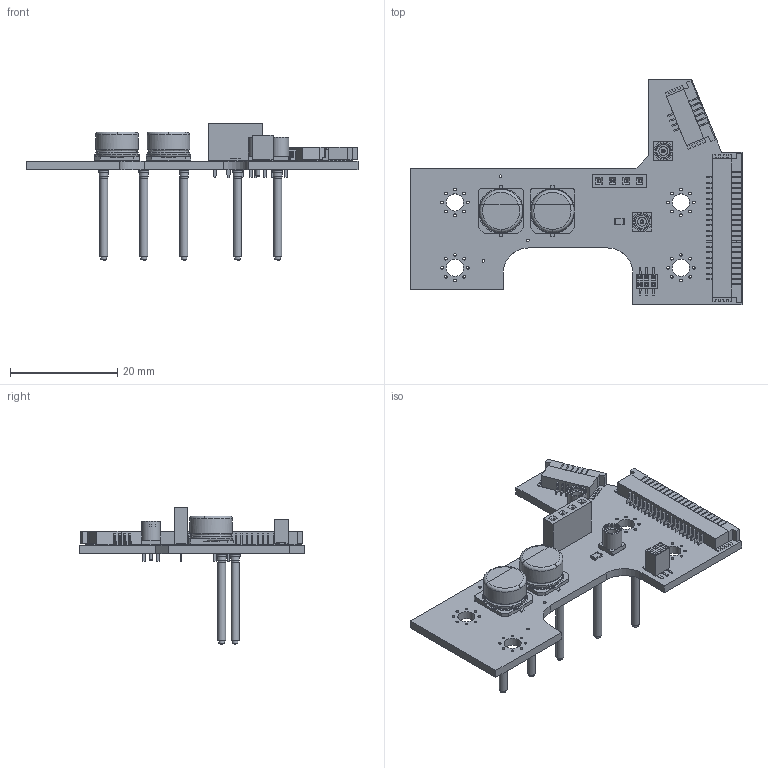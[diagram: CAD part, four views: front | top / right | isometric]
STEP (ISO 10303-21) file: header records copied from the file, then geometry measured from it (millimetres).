
FILE_DESCRIPTION(('KiCad electronic assembly'),'2;1');
FILE_NAME('Head-Interconnect.step','2020-07-15T22:56:43',('An Author'),( 'A Company'),'Open CASCADE STEP processor 7.4', 'KiCad to STEP converter','Unknown');
FILE_SCHEMA(('AUTOMOTIVE_DESIGN { 1 0 10303 214 1 1 1 1 }'));
Length unit declared in the file: millimetre
Products named in the file (18): Open CASCADE STEP translator 7.4 1; TE_84953-4_1x04-1MP_P1.0mm_Horizontal; SOLID; TE_2-84953-0_1x20-1MP_P1.0mm_Horizontal; PinSocket_1x04_P2.54mm_Vertical; PinSocket_2x03_P1.27mm_Vertical_SMD; MMCX_Molex_73415-1471_Vertical; R_0805_2012Metric; CP_Elec_8x5.4; 0905-0-15-20-75-14-11-0; COMPOUND
Assembly tree (28 placements, depth 3):
  Open CASCADE STEP translator 7.4 1
    TE_84953-4_1x04-1MP_P1.0mm_Horizontal
      SOLID
    TE_2-84953-0_1x20-1MP_P1.0mm_Horizontal
      SOLID
    PinSocket_1x04_P2.54mm_Vertical
      SOLID
    PinSocket_2x03_P1.27mm_Vertical_SMD
      SOLID
    MMCX_Molex_73415-1471_Vertical  x2
      SOLID
    R_0805_2012Metric
      SOLID
    CP_Elec_8x5.4  x2
      SOLID
    0905-0-15-20-75-14-11-0  x10
      SOLID
    COMPOUND
Bounding box: 62 x 42.1 x 25.6 mm (x, y, z)
Volume: 3872.4 mm3; surface area: 6550.3 mm2
Topology: 20 solids, 22 shells, 1192 faces, 2970 edges, 1896 vertices
Faces by surface type: plane 953, cylinder 165, extrusion 32, cone 18, sphere 10, torus 8, bspline 4, revolution 2
Full cylindrical faces by diameter (mm): 0.5 x35, 0.71 x4, 0.84 x10, 1 x4, 1.07 x10, 1.5 x10, 1.63 x10, 1.65 x2, 1.83 x10, 2.41 x2, 2.54 x2, 2.88 x2, 3.01 x2, 3.2 x4, 3.51 x2, 8 x4
Entity records: 71822 total; most frequent: CARTESIAN_POINT 12086, DIRECTION 9736, VECTOR 7211, LINE 7179, ORIENTED_EDGE 5218, PCURVE 5218, DEFINITIONAL_REPRESENTATION 5218, EDGE_CURVE 2609
